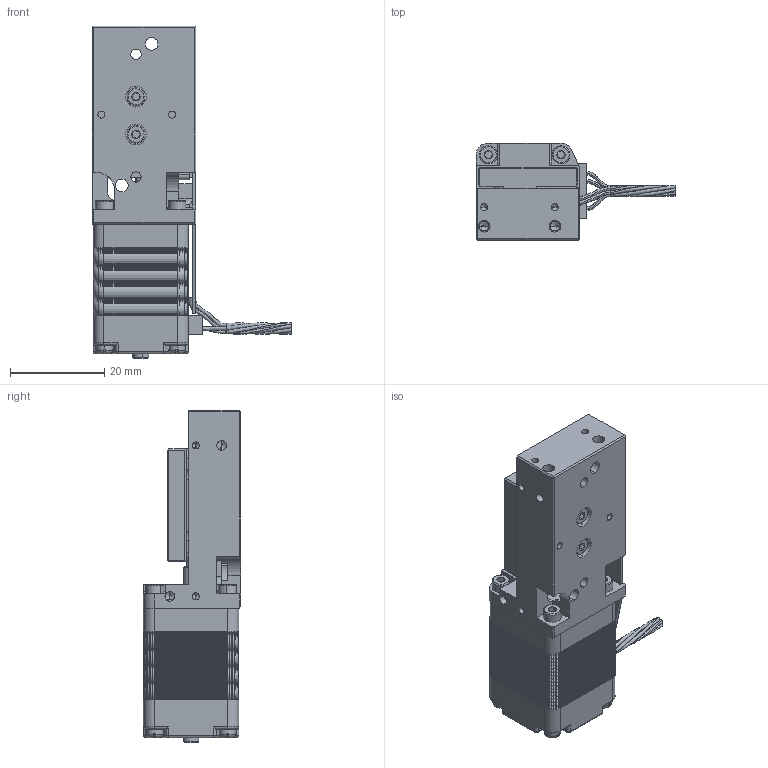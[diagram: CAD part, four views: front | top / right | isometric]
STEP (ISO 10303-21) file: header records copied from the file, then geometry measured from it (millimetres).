
FILE_DESCRIPTION (( 'STEP AP214' ), '1' );
FILE_NAME ('VT-21S-1101X.STEP', '2023-03-01T20:41:20', ( '' ), ( '' ), 'SwSTEP 2.0', 'SolidWorks 2020', '' );
FILE_SCHEMA (( 'AUTOMOTIVE_DESIGN' ));
Length unit declared in the file: millimetre
Products named in the file (13): 430056 VT-21, Limit Cover, 10mm; 130009 Leadscrew S8, Male_37.2; SCREW, MS-PFH, M-DIN_M2 x 0.4 x 04mm; 130005 Motor S8-NC; SCREW, SHCS-S, M-DIN_M2 x 0.4 x 04mm; VT-21 Cable; SCREW, SHCS-S, M-DIN_M2 x 0.4 x 03mm; 430057-I Base N; Dowel Pin, E-NR_E1''16 x 3''16in; VT-21S-1101X; SCREW, MS-SCH, M-DIN_M2 x 0.4 x 04mm; 430058-E Carriage N; Set Screw, Cup-H, M-DIN_M2.0 x 0.4 x 03mm
Assembly tree (24 placements, depth 2):
  VT-21S-1101X
    SCREW, SHCS-S, M-DIN_M2 x 0.4 x 04mm  x4
    Dowel Pin, E-NR_E1''16 x 3''16in  x4
    Set Screw, Cup-H, M-DIN_M2.0 x 0.4 x 03mm
    VT-21 Cable
    130005 Motor S8-NC
    130009 Leadscrew S8, Male_37.2
    SCREW, MS-SCH, M-DIN_M2 x 0.4 x 04mm  x2
    430056 VT-21, Limit Cover, 10mm
    SCREW, MS-PFH, M-DIN_M2 x 0.4 x 04mm  x5
    SCREW, SHCS-S, M-DIN_M2 x 0.4 x 03mm  x2
    430057-I Base N
    430058-E Carriage N
Bounding box: 42.35 x 20.6 x 70.39 mm (x, y, z)
Volume: 20314.2 mm3; surface area: 14324.8 mm2
Topology: 26 solids, 26 shells, 1657 faces, 3767 edges, 2167 vertices
Faces by surface type: cylinder 595, plane 423, torus 368, cone 227, bspline 28, sphere 16
Entity records: 45201 total; most frequent: CARTESIAN_POINT 11371, DIRECTION 7268, ORIENTED_EDGE 6200, EDGE_CURVE 3100, AXIS2_PLACEMENT_3D 2991, VERTEX_POINT 1787, CIRCLE 1606, EDGE_LOOP 1495
